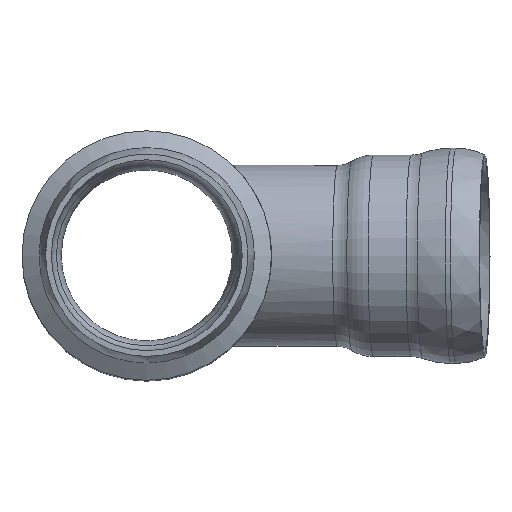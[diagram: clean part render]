
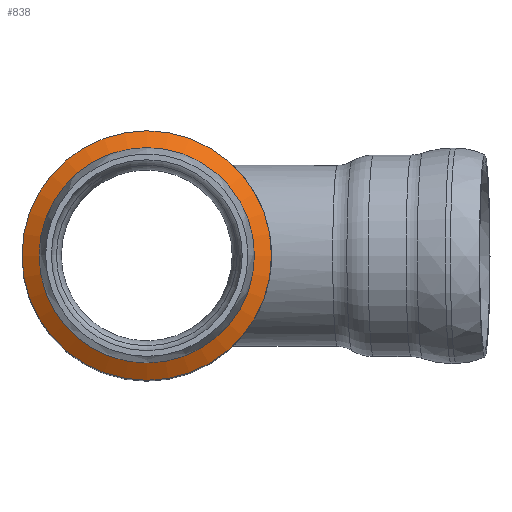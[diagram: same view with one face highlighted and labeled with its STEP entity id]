
A CAD part, top view. The second image highlights one B-rep face of the part: STEP entity #838.
In plain terms, the highlighted conical face has half-angle 60 degrees and reference radius 335 mm.
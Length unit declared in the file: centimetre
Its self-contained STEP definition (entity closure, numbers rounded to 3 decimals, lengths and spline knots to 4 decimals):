
#80=LINE('',#1754,#102);
#102=VECTOR('',#1150,33.5);
#115=CONICAL_SURFACE('',#931,33.5,1.047);
#139=FACE_OUTER_BOUND('',#191,.T.);
#191=EDGE_LOOP('',(#657,#658,#659,#660,#661));
#262=CIRCLE('',#929,30.5);
#263=CIRCLE('',#930,30.5);
#264=CIRCLE('',#932,36.5);
#359=VERTEX_POINT('',#1746);
#360=VERTEX_POINT('',#1748);
#361=VERTEX_POINT('',#1752);
#465=EDGE_CURVE('',#360,#359,#262,.T.);
#466=EDGE_CURVE('',#359,#360,#263,.T.);
#467=EDGE_CURVE('',#361,#361,#264,.T.);
#468=EDGE_CURVE('',#361,#360,#80,.T.);
#657=ORIENTED_EDGE('',*,*,#467,.F.);
#658=ORIENTED_EDGE('',*,*,#468,.T.);
#659=ORIENTED_EDGE('',*,*,#465,.T.);
#660=ORIENTED_EDGE('',*,*,#466,.T.);
#661=ORIENTED_EDGE('',*,*,#468,.F.);
#838=ADVANCED_FACE('',(#139),#115,.T.);
#929=AXIS2_PLACEMENT_3D('',#1749,#1142,#1143);
#930=AXIS2_PLACEMENT_3D('',#1750,#1144,#1145);
#931=AXIS2_PLACEMENT_3D('',#1751,#1146,#1147);
#932=AXIS2_PLACEMENT_3D('',#1753,#1148,#1149);
#1142=DIRECTION('center_axis',(0.,0.,-1.));
#1143=DIRECTION('ref_axis',(1.,0.,0.));
#1144=DIRECTION('center_axis',(0.,0.,-1.));
#1145=DIRECTION('ref_axis',(1.,0.,0.));
#1146=DIRECTION('center_axis',(0.,0.,-1.));
#1147=DIRECTION('ref_axis',(-1.,0.,0.));
#1148=DIRECTION('center_axis',(0.,0.,-1.));
#1149=DIRECTION('ref_axis',(1.,0.,0.));
#1150=DIRECTION('',(-0.866,0.,0.5));
#1746=CARTESIAN_POINT('',(0.,-30.5,164.7631));
#1748=CARTESIAN_POINT('',(30.5,0.,164.7631));
#1749=CARTESIAN_POINT('Origin',(0.,0.,164.7631));
#1750=CARTESIAN_POINT('Origin',(0.,0.,164.7631));
#1751=CARTESIAN_POINT('Origin',(0.,0.,163.0311));
#1752=CARTESIAN_POINT('',(36.5,0.,161.299));
#1753=CARTESIAN_POINT('Origin',(0.,0.,161.299));
#1754=CARTESIAN_POINT('',(33.5,0.,163.0311));
